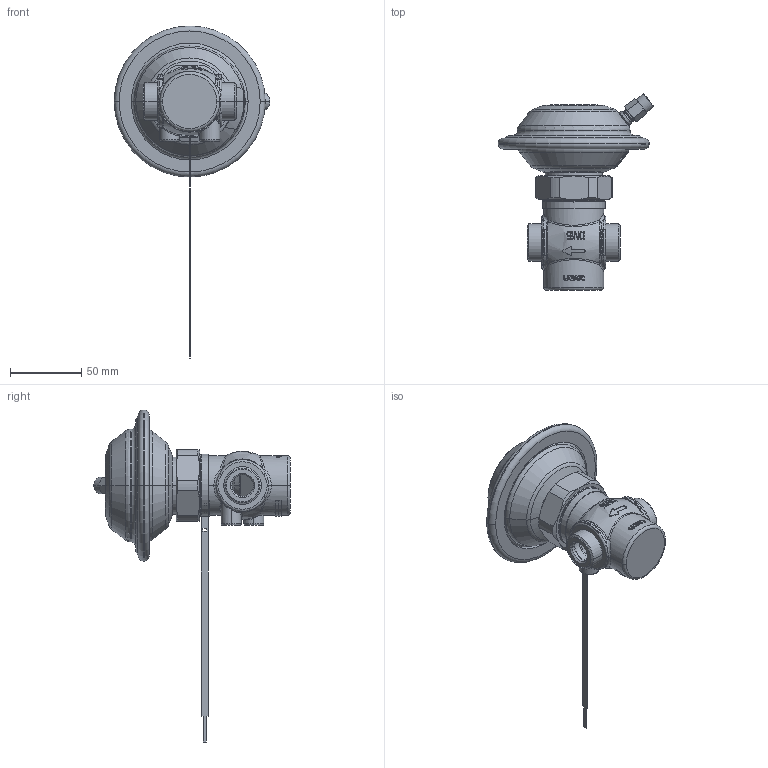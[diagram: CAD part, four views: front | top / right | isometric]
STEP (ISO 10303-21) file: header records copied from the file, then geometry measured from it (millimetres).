
FILE_DESCRIPTION((''),'2;1');
FILE_NAME('003H6218_ASM','2015-02-24T',('u317927'),('Danfoss'),'PRO/ENGINEER BY PARAMETRIC TECHNOLOGY CORPORATION, 2014000','PRO/ENGINEER BY PARAMETRIC TECHNOLOGY CORPORATION, 2014000','');
FILE_SCHEMA(('CONFIG_CONTROL_DESIGN'));
Length unit declared in the file: millimetre
Products named in the file (20): 8882920; 8882915_ASM; 8880054; 8880009_ASM; 8880074; 8883511; 8883516_ASM; 8880082_ASM; 8880067_ASM; 8880075; 8880076; 8890090; 8880066_ASM; 8883515_ASM; 5211524; 5191729; 8883525; 8882820; 8883503; 003H6218_ASM
Assembly tree (19 placements, depth 4):
  003H6218_ASM
    8882915_ASM
      8882920
    8880009_ASM
      8880054
    8883515_ASM
      8883516_ASM
        8880074
        8883511
      8880067_ASM
        8880082_ASM
      8880066_ASM
        8880075
        8880076
        8890090
    5211524
    5191729
    8883525
    8882820
    8883503
Bounding box: 109.2 x 137.96 x 233 mm (x, y, z)
Volume: 138546.5 mm3; surface area: 103813.8 mm2
Topology: 12 solids, 23 shells, 1037 faces, 2568 edges, 1612 vertices
Faces by surface type: plane 524, cylinder 192, bspline 116, torus 110, cone 85, sphere 10
Entity records: 36640 total; most frequent: CARTESIAN_POINT 12964, ORIENTED_EDGE 5068, DIRECTION 4560, EDGE_CURVE 2566, AXIS2_PLACEMENT_3D 1838, VERTEX_POINT 1612, EDGE_LOOP 1122, FACE_OUTER_BOUND 1037
